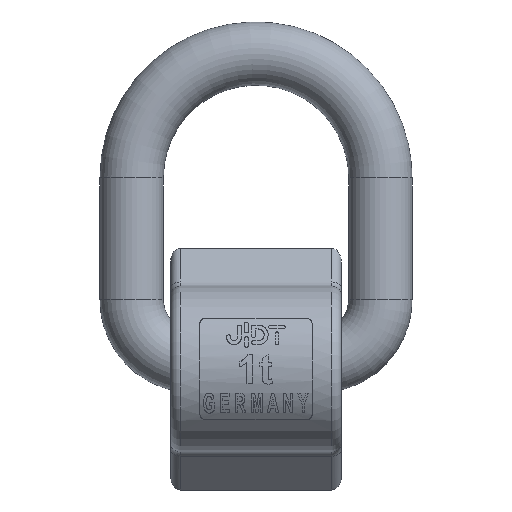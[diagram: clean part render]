
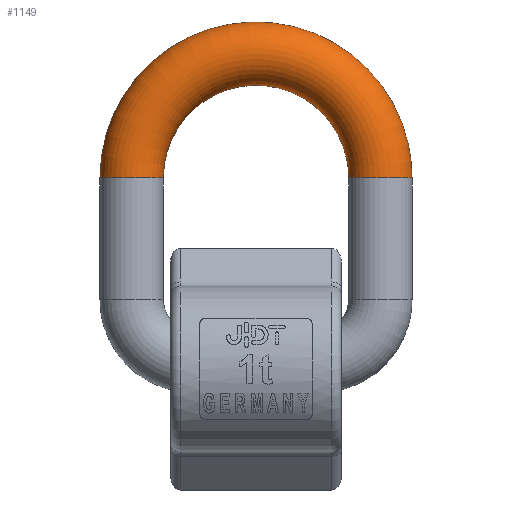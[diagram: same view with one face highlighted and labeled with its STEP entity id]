
A CAD part, top view. The second image highlights one B-rep face of the part: STEP entity #1149.
In plain terms, the highlighted toroidal (fillet/blend) face has major radius 25.5 mm and minor radius 6.5 mm.
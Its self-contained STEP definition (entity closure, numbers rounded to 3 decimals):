
#1149=ADVANCED_FACE('',(#1363,#1364),#1352,.T.);
#1352=TOROIDAL_SURFACE('',#3670,25.5,6.5);
#1363=FACE_BOUND('',#1397,.T.);
#1364=FACE_BOUND('',#1398,.T.);
#1397=EDGE_LOOP('',(#1624));
#1398=EDGE_LOOP('',(#1625));
#1624=ORIENTED_EDGE('',*,*,#3022,.F.);
#1625=ORIENTED_EDGE('',*,*,#3023,.T.);
#2674=VERTEX_POINT('',#5000);
#2675=VERTEX_POINT('',#5002);
#3022=EDGE_CURVE('',#2674,#2674,#3547,.T.);
#3023=EDGE_CURVE('',#2675,#2675,#3548,.T.);
#3547=CIRCLE('',#3668,6.5);
#3548=CIRCLE('',#3669,6.5);
#3668=AXIS2_PLACEMENT_3D('',#4999,#4016,#4017);
#3669=AXIS2_PLACEMENT_3D('',#5001,#4018,#4019);
#3670=AXIS2_PLACEMENT_3D('',#5003,#4020,#4021);
#4016=DIRECTION('',(0.,-1.,0.));
#4017=DIRECTION('',(0.,0.,1.));
#4018=DIRECTION('',(0.,1.,0.));
#4019=DIRECTION('',(0.,0.,1.));
#4020=DIRECTION('',(0.,0.,-1.));
#4021=DIRECTION('',(-1.,0.,0.));
#4999=CARTESIAN_POINT('',(-25.5,39.2,-1.5));
#5000=CARTESIAN_POINT('',(-25.5,39.2,5.));
#5001=CARTESIAN_POINT('',(25.5,39.2,-1.5));
#5002=CARTESIAN_POINT('',(25.5,39.2,5.));
#5003=CARTESIAN_POINT('',(0.,39.2,-1.5));
